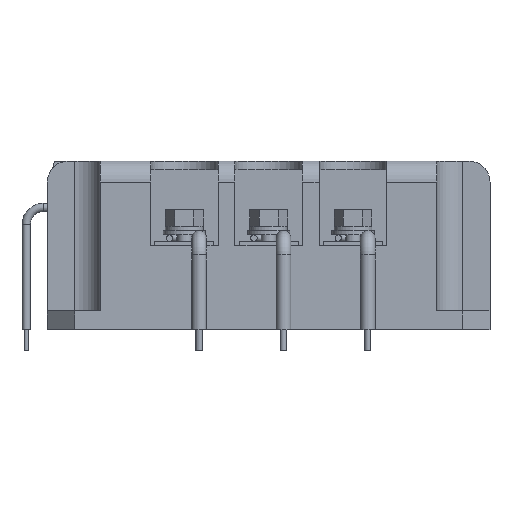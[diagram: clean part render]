
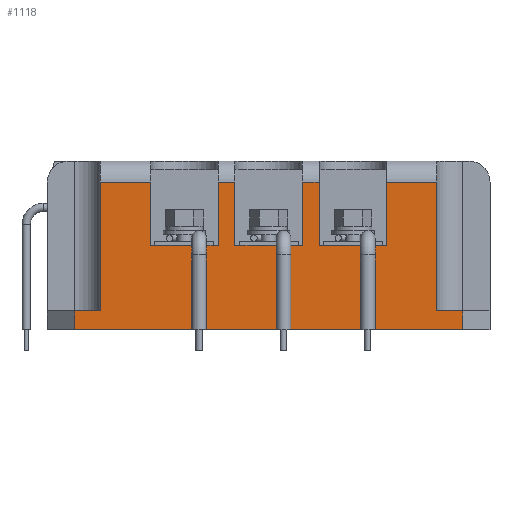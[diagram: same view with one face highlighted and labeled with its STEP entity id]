
A CAD part, front view. The second image highlights one B-rep face of the part: STEP entity #1118.
In plain terms, the highlighted planar face has unit normal (0, -1, 0).
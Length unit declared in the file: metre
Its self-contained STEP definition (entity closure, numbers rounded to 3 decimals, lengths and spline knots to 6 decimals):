
#1118 = ADVANCED_FACE( '', ( #2804 ), #2805, .F. );
#2804 = FACE_OUTER_BOUND( '', #5276, .T. );
#2805 = PLANE( '', #5277 );
#5276 = EDGE_LOOP( '', ( #7822, #7823, #7824, #7825, #7826, #7827, #7828, #7829, #7830, #7831, #7832, #7833, #7834, #7835, #7836, #7837, #7838, #7839, #7840, #7841 ) );
#5277 = AXIS2_PLACEMENT_3D( '', #7842, #7843, #7844 );
#7822 = ORIENTED_EDGE( '', *, *, #13013, .F. );
#7823 = ORIENTED_EDGE( '', *, *, #13014, .T. );
#7824 = ORIENTED_EDGE( '', *, *, #13015, .T. );
#7825 = ORIENTED_EDGE( '', *, *, #13016, .T. );
#7826 = ORIENTED_EDGE( '', *, *, #13017, .F. );
#7827 = ORIENTED_EDGE( '', *, *, #13018, .F. );
#7828 = ORIENTED_EDGE( '', *, *, #13019, .F. );
#7829 = ORIENTED_EDGE( '', *, *, #13020, .F. );
#7830 = ORIENTED_EDGE( '', *, *, #13021, .F. );
#7831 = ORIENTED_EDGE( '', *, *, #13022, .T. );
#7832 = ORIENTED_EDGE( '', *, *, #13023, .F. );
#7833 = ORIENTED_EDGE( '', *, *, #13024, .F. );
#7834 = ORIENTED_EDGE( '', *, *, #13025, .F. );
#7835 = ORIENTED_EDGE( '', *, *, #13026, .T. );
#7836 = ORIENTED_EDGE( '', *, *, #13027, .F. );
#7837 = ORIENTED_EDGE( '', *, *, #13028, .F. );
#7838 = ORIENTED_EDGE( '', *, *, #13029, .F. );
#7839 = ORIENTED_EDGE( '', *, *, #13030, .T. );
#7840 = ORIENTED_EDGE( '', *, *, #13031, .F. );
#7841 = ORIENTED_EDGE( '', *, *, #13032, .F. );
#7842 = CARTESIAN_POINT( '', ( -0.023, -0.0375, 0.0045 ) );
#7843 = DIRECTION( '', ( 0., 1., 0. ) );
#7844 = DIRECTION( '', ( 0., 0., -1. ) );
#13013 = EDGE_CURVE( '', #15305, #15306, #15307, .F. );
#13014 = EDGE_CURVE( '', #15305, #15308, #15309, .T. );
#13015 = EDGE_CURVE( '', #15308, #15310, #15311, .T. );
#13016 = EDGE_CURVE( '', #15310, #15312, #15313, .T. );
#13017 = EDGE_CURVE( '', #15314, #15312, #15315, .T. );
#13018 = EDGE_CURVE( '', #15316, #15314, #15317, .T. );
#13019 = EDGE_CURVE( '', #15318, #15316, #15319, .T. );
#13020 = EDGE_CURVE( '', #15320, #15318, #15321, .T. );
#13021 = EDGE_CURVE( '', #15322, #15320, #15323, .F. );
#13022 = EDGE_CURVE( '', #15322, #15324, #15325, .T. );
#13023 = EDGE_CURVE( '', #15326, #15324, #15327, .T. );
#13024 = EDGE_CURVE( '', #15328, #15326, #15329, .T. );
#13025 = EDGE_CURVE( '', #15330, #15328, #15331, .F. );
#13026 = EDGE_CURVE( '', #15330, #15332, #15333, .T. );
#13027 = EDGE_CURVE( '', #15334, #15332, #15335, .T. );
#13028 = EDGE_CURVE( '', #15336, #15334, #15337, .T. );
#13029 = EDGE_CURVE( '', #15338, #15336, #15339, .F. );
#13030 = EDGE_CURVE( '', #15338, #15340, #15341, .T. );
#13031 = EDGE_CURVE( '', #15342, #15340, #15343, .T. );
#13032 = EDGE_CURVE( '', #15306, #15342, #15344, .T. );
#15305 = VERTEX_POINT( '', #18512 );
#15306 = VERTEX_POINT( '', #18513 );
#15307 = LINE( '', #18514, #18515 );
#15308 = VERTEX_POINT( '', #18516 );
#15309 = LINE( '', #18517, #18518 );
#15310 = VERTEX_POINT( '', #18519 );
#15311 = LINE( '', #18520, #18521 );
#15312 = VERTEX_POINT( '', #18522 );
#15313 = LINE( '', #18523, #18524 );
#15314 = VERTEX_POINT( '', #18525 );
#15315 = LINE( '', #18526, #18527 );
#15316 = VERTEX_POINT( '', #18528 );
#15317 = LINE( '', #18529, #18530 );
#15318 = VERTEX_POINT( '', #18531 );
#15319 = LINE( '', #18532, #18533 );
#15320 = VERTEX_POINT( '', #18534 );
#15321 = LINE( '', #18535, #18536 );
#15322 = VERTEX_POINT( '', #18537 );
#15323 = LINE( '', #18538, #18539 );
#15324 = VERTEX_POINT( '', #18540 );
#15325 = LINE( '', #18541, #18542 );
#15326 = VERTEX_POINT( '', #18543 );
#15327 = LINE( '', #18544, #18545 );
#15328 = VERTEX_POINT( '', #18546 );
#15329 = LINE( '', #18547, #18548 );
#15330 = VERTEX_POINT( '', #18549 );
#15331 = LINE( '', #18550, #18551 );
#15332 = VERTEX_POINT( '', #18552 );
#15333 = LINE( '', #18553, #18554 );
#15334 = VERTEX_POINT( '', #18555 );
#15335 = LINE( '', #18556, #18557 );
#15336 = VERTEX_POINT( '', #18558 );
#15337 = LINE( '', #18559, #18560 );
#15338 = VERTEX_POINT( '', #18561 );
#15339 = LINE( '', #18562, #18563 );
#15340 = VERTEX_POINT( '', #18564 );
#15341 = LINE( '', #18565, #18566 );
#15342 = VERTEX_POINT( '', #18567 );
#15343 = LINE( '', #18568, #18569 );
#15344 = LINE( '', #18570, #18571 );
#18512 = CARTESIAN_POINT( '', ( -0.0399, -0.0375, 0.035 ) );
#18513 = CARTESIAN_POINT( '', ( -0.028, -0.0375, 0.035 ) );
#18514 = CARTESIAN_POINT( '', ( 0., -0.0375, 0.035 ) );
#18515 = VECTOR( '', #22196, 1. );
#18516 = CARTESIAN_POINT( '', ( -0.0399, -0.0375, 0.0045 ) );
#18517 = CARTESIAN_POINT( '', ( -0.0399, -0.0375, 0.04 ) );
#18518 = VECTOR( '', #22197, 1. );
#18519 = CARTESIAN_POINT( '', ( -0.046, -0.0375, 0.0045 ) );
#18520 = CARTESIAN_POINT( '', ( -0.023, -0.0375, 0.0045 ) );
#18521 = VECTOR( '', #22198, 1. );
#18522 = CARTESIAN_POINT( '', ( -0.046, -0.0375, 0. ) );
#18523 = CARTESIAN_POINT( '', ( -0.046, -0.0375, 0.0045 ) );
#18524 = VECTOR( '', #22199, 1. );
#18525 = CARTESIAN_POINT( '', ( 0.046, -0.0375, 0. ) );
#18526 = CARTESIAN_POINT( '', ( -0.023, -0.0375, 0. ) );
#18527 = VECTOR( '', #22200, 1. );
#18528 = CARTESIAN_POINT( '', ( 0.046, -0.0375, 0.0045 ) );
#18529 = CARTESIAN_POINT( '', ( 0.046, -0.0375, 0.0045 ) );
#18530 = VECTOR( '', #22201, 1. );
#18531 = CARTESIAN_POINT( '', ( 0.0399, -0.0375, 0.0045 ) );
#18532 = CARTESIAN_POINT( '', ( 0.023, -0.0375, 0.0045 ) );
#18533 = VECTOR( '', #22202, 1. );
#18534 = CARTESIAN_POINT( '', ( 0.0399, -0.0375, 0.035 ) );
#18535 = CARTESIAN_POINT( '', ( 0.0399, -0.0375, 0.04 ) );
#18536 = VECTOR( '', #22203, 1. );
#18537 = CARTESIAN_POINT( '', ( 0.028, -0.0375, 0.035 ) );
#18538 = CARTESIAN_POINT( '', ( 0., -0.0375, 0.035 ) );
#18539 = VECTOR( '', #22204, 1. );
#18540 = CARTESIAN_POINT( '', ( 0.028, -0.0375, 0.02 ) );
#18541 = CARTESIAN_POINT( '', ( 0.028, -0.0375, 0.138464 ) );
#18542 = VECTOR( '', #22205, 1. );
#18543 = CARTESIAN_POINT( '', ( 0.012, -0.0375, 0.02 ) );
#18544 = CARTESIAN_POINT( '', ( 0.02, -0.0375, 0.02 ) );
#18545 = VECTOR( '', #22206, 1. );
#18546 = CARTESIAN_POINT( '', ( 0.012, -0.0375, 0.035 ) );
#18547 = CARTESIAN_POINT( '', ( 0.012, -0.0375, 0.138464 ) );
#18548 = VECTOR( '', #22207, 1. );
#18549 = CARTESIAN_POINT( '', ( 0.008, -0.0375, 0.035 ) );
#18550 = CARTESIAN_POINT( '', ( 0., -0.0375, 0.035 ) );
#18551 = VECTOR( '', #22208, 1. );
#18552 = CARTESIAN_POINT( '', ( 0.008, -0.0375, 0.02 ) );
#18553 = CARTESIAN_POINT( '', ( 0.008, -0.0375, 0.138464 ) );
#18554 = VECTOR( '', #22209, 1. );
#18555 = CARTESIAN_POINT( '', ( -0.008, -0.0375, 0.02 ) );
#18556 = CARTESIAN_POINT( '', ( 0., -0.0375, 0.02 ) );
#18557 = VECTOR( '', #22210, 1. );
#18558 = CARTESIAN_POINT( '', ( -0.008, -0.0375, 0.035 ) );
#18559 = CARTESIAN_POINT( '', ( -0.008, -0.0375, 0.138464 ) );
#18560 = VECTOR( '', #22211, 1. );
#18561 = CARTESIAN_POINT( '', ( -0.012, -0.0375, 0.035 ) );
#18562 = CARTESIAN_POINT( '', ( 0., -0.0375, 0.035 ) );
#18563 = VECTOR( '', #22212, 1. );
#18564 = CARTESIAN_POINT( '', ( -0.012, -0.0375, 0.02 ) );
#18565 = CARTESIAN_POINT( '', ( -0.012, -0.0375, 0.138464 ) );
#18566 = VECTOR( '', #22213, 1. );
#18567 = CARTESIAN_POINT( '', ( -0.028, -0.0375, 0.02 ) );
#18568 = CARTESIAN_POINT( '', ( -0.02, -0.0375, 0.02 ) );
#18569 = VECTOR( '', #22214, 1. );
#18570 = CARTESIAN_POINT( '', ( -0.028, -0.0375, 0.138464 ) );
#18571 = VECTOR( '', #22215, 1. );
#22196 = DIRECTION( '', ( -1., 0., 0. ) );
#22197 = DIRECTION( '', ( 0., 0., -1. ) );
#22198 = DIRECTION( '', ( -1., 0., 0. ) );
#22199 = DIRECTION( '', ( 0., 0., -1. ) );
#22200 = DIRECTION( '', ( -1., 0., 0. ) );
#22201 = DIRECTION( '', ( 0., 0., -1. ) );
#22202 = DIRECTION( '', ( 1., 0., 0. ) );
#22203 = DIRECTION( '', ( 0., 0., -1. ) );
#22204 = DIRECTION( '', ( -1., 0., 0. ) );
#22205 = DIRECTION( '', ( 0., 0., -1. ) );
#22206 = DIRECTION( '', ( 1., 0., 0. ) );
#22207 = DIRECTION( '', ( 0., 0., -1. ) );
#22208 = DIRECTION( '', ( -1., 0., 0. ) );
#22209 = DIRECTION( '', ( 0., 0., -1. ) );
#22210 = DIRECTION( '', ( 1., 0., 0. ) );
#22211 = DIRECTION( '', ( 0., 0., -1. ) );
#22212 = DIRECTION( '', ( -1., 0., 0. ) );
#22213 = DIRECTION( '', ( 0., 0., -1. ) );
#22214 = DIRECTION( '', ( 1., 0., 0. ) );
#22215 = DIRECTION( '', ( 0., 0., -1. ) );
